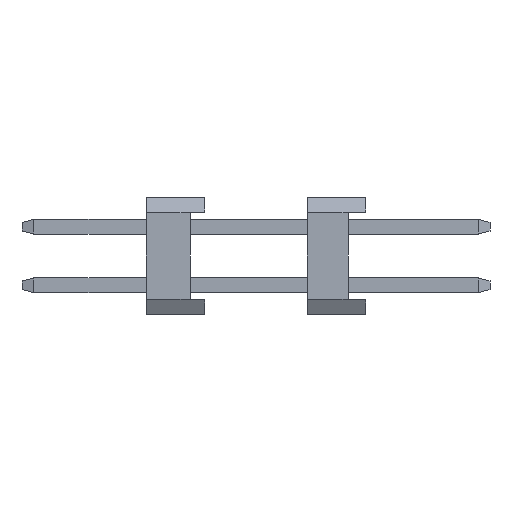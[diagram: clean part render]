
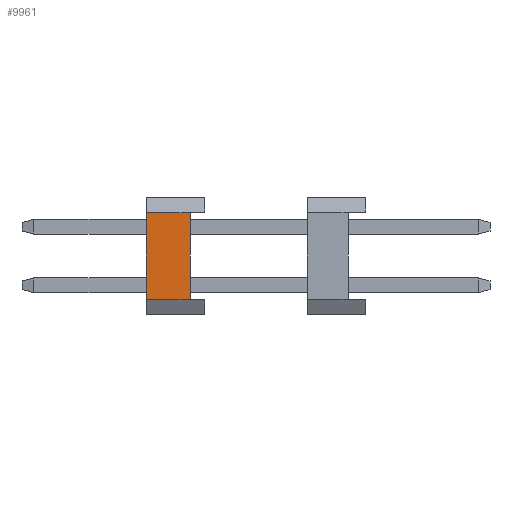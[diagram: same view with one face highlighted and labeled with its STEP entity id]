
A CAD part, left-side view. The second image highlights one B-rep face of the part: STEP entity #9961.
In plain terms, the highlighted planar face has unit normal (-1, 0, 0).
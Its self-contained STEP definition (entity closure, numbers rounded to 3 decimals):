
#1713=DIRECTION('',(0.,0.,1.));
#1714=VECTOR('',#1713,2.961);
#1715=CARTESIAN_POINT('',(-9.,7.5,-1.48));
#1716=LINE('',#1715,#1714);
#2497=DIRECTION('',(0.,1.,0.));
#2498=VECTOR('',#2497,1.5);
#2499=CARTESIAN_POINT('',(-9.,6.,-1.48));
#2500=LINE('',#2499,#2498);
#2501=DIRECTION('',(0.,1.,0.));
#2502=VECTOR('',#2501,1.5);
#2503=CARTESIAN_POINT('',(-9.,6.,1.48));
#2504=LINE('',#2503,#2502);
#2505=DIRECTION('',(0.,0.,1.));
#2506=VECTOR('',#2505,2.961);
#2507=CARTESIAN_POINT('',(-9.,6.,-1.48));
#2508=LINE('',#2507,#2506);
#7033=CARTESIAN_POINT('',(-9.,7.5,-1.48));
#7035=VERTEX_POINT('',#7033);
#7038=CARTESIAN_POINT('',(-9.,7.5,1.48));
#7040=VERTEX_POINT('',#7038);
#7045=CARTESIAN_POINT('',(-9.,6.,-1.48));
#7046=VERTEX_POINT('',#7045);
#7051=CARTESIAN_POINT('',(-9.,6.,1.48));
#7052=VERTEX_POINT('',#7051);
#9949=CARTESIAN_POINT('',(-9.,0.,-2.));
#9950=DIRECTION('',(-1.,0.,0.));
#9951=DIRECTION('',(0.,0.,1.));
#9952=AXIS2_PLACEMENT_3D('',#9949,#9950,#9951);
#9953=PLANE('',#9952);
#9954=ORIENTED_EDGE('',*,*,#8934,.T.);
#9955=ORIENTED_EDGE('',*,*,#9394,.T.);
#9957=ORIENTED_EDGE('',*,*,#9956,.F.);
#9958=ORIENTED_EDGE('',*,*,#9649,.F.);
#9959=EDGE_LOOP('',(#9954,#9955,#9957,#9958));
#9960=FACE_OUTER_BOUND('',#9959,.F.);
#8934=EDGE_CURVE('',#7046,#7035,#2500,.T.);
#9394=EDGE_CURVE('',#7035,#7040,#1716,.T.);
#9649=EDGE_CURVE('',#7046,#7052,#2508,.T.);
#9956=EDGE_CURVE('',#7052,#7040,#2504,.T.);
#9961=ADVANCED_FACE('',(#9960),#9953,.T.);
